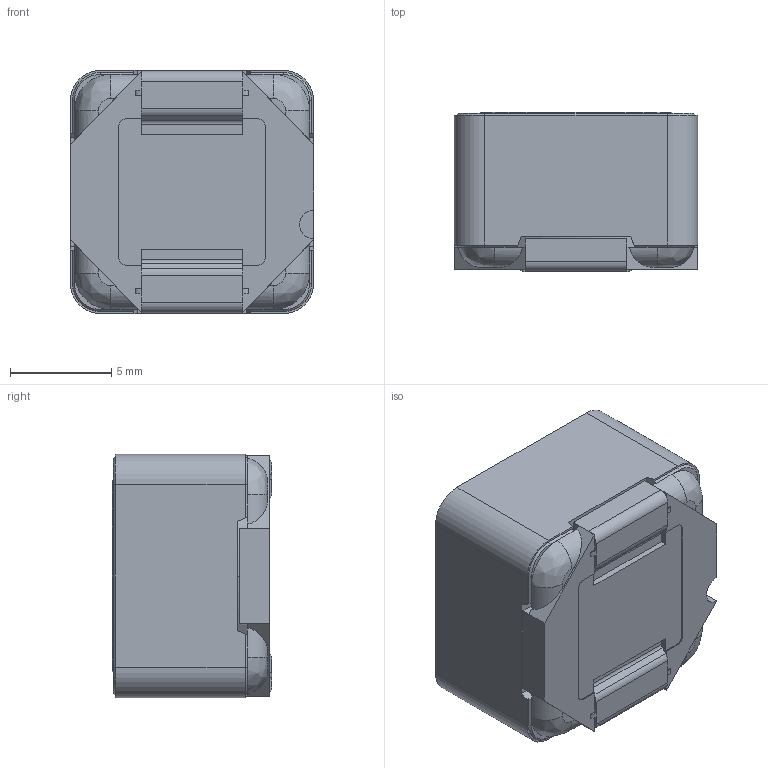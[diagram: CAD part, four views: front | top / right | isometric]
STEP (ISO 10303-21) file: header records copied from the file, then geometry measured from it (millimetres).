
FILE_DESCRIPTION((''),'2;1');
FILE_NAME('C62330-A905-A0770001-01_ASM','2019-01-17T',('EC2034'),(''),'CREO PARAMETRIC BY PTC INC, 2015480','CREO PARAMETRIC BY PTC INC, 2015480','');
FILE_SCHEMA(('AUTOMOTIVE_DESIGN { 1 0 10303 214 1 1 1 1 }'));
Products named in the file (1): C62330-A905-A0770001-01_ASM
Bounding box: 12 x 7.85 x 12 mm (x, y, z)
Volume: 807.3 mm3; surface area: 2228.6 mm2
Topology: 1 solids, 7 shells, 564 faces, 1530 edges, 989 vertices
Faces by surface type: plane 378, cylinder 130, cone 32, bspline 20, torus 4
Entity records: 41998 total; most frequent: CARTESIAN_POINT 24921, ORIENTED_EDGE 3044, DIRECTION 2874, EDGE_CURVE 1522, VECTOR 1050, LINE 1050, VERTEX_POINT 989, AXIS2_PLACEMENT_3D 912
